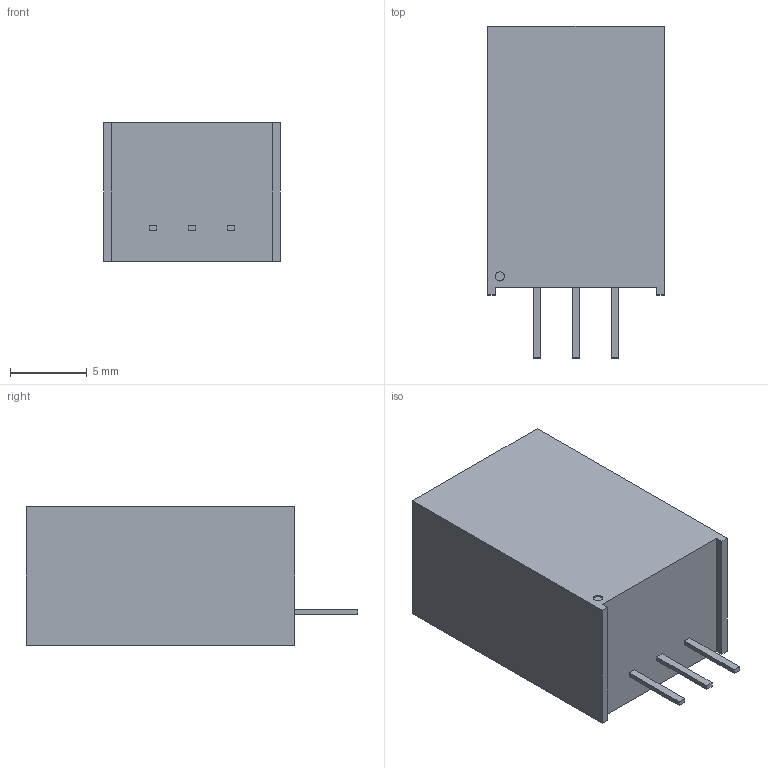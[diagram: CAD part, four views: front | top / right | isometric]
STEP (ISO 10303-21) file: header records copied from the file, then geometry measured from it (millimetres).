
FILE_DESCRIPTION(('STEP AP214'),'1');
FILE_NAME('v7805-2000.stp','2016-01-02T21:18:07',('TraceParts'),('TraceParts S.A.'),'Spatial InterOp 3D',' ',' ');
FILE_SCHEMA(('automotive_design'));
Length unit declared in the file: millimetre
Products named in the file (4): Cut-Extrude2; Extrude2[3]; Extrude2[1]; Extrude2[2]
Bounding box: 11.5 x 21.6 x 9 mm (x, y, z)
Volume: 1766 mm3; surface area: 946.2 mm2
Topology: 4 solids, 4 shells, 31 faces, 66 edges, 44 vertices
Faces by surface type: plane 29, cylinder 2
Entity records: 1166 total; most frequent: CARTESIAN_POINT 145, DIRECTION 140, ORIENTED_EDGE 132, EDGE_CURVE 66, LINE 62, VECTOR 62, VERTEX_POINT 44, AXIS2_PLACEMENT_3D 39
